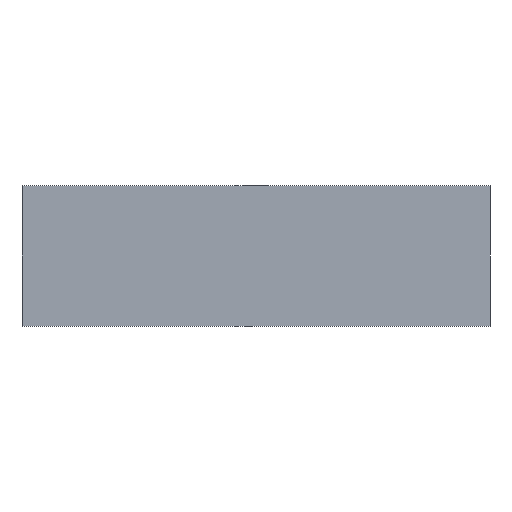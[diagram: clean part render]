
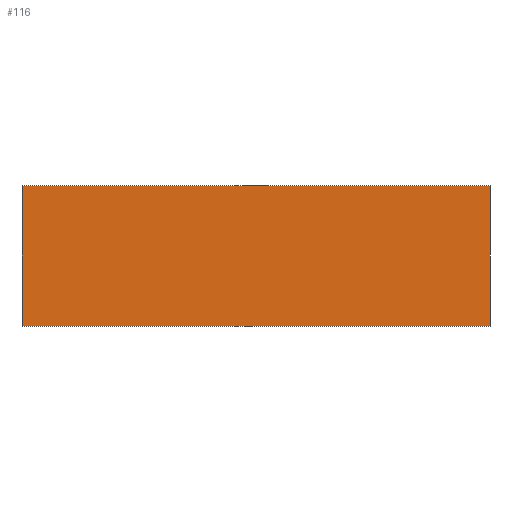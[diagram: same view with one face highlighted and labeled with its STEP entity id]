
A CAD part, front view. The second image highlights one B-rep face of the part: STEP entity #116.
In plain terms, the highlighted planar face has unit normal (0, -1, 0).
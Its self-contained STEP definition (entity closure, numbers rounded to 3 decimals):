
#2 = DIRECTION ( 'NONE',  ( -1., 0., 0. ) ) ;
#11 = CARTESIAN_POINT ( 'NONE',  ( -56., 0., 16.8 ) ) ;
#23 = ORIENTED_EDGE ( 'NONE', *, *, #213, .F. ) ;
#35 = LINE ( 'NONE', #38, #57 ) ;
#37 = VECTOR ( 'NONE', #2, 1000. ) ;
#38 = CARTESIAN_POINT ( 'NONE',  ( -56., 0., 16.8 ) ) ;
#55 = DIRECTION ( 'NONE',  ( 0., -1., 0. ) ) ;
#57 = VECTOR ( 'NONE', #278, 1000. ) ;
#64 = CARTESIAN_POINT ( 'NONE',  ( 56., 0., 16.8 ) ) ;
#85 = EDGE_CURVE ( 'NONE', #207, #335, #154, .T. ) ;
#87 = PLANE ( 'NONE',  #130 ) ;
#115 = LINE ( 'NONE', #11, #326 ) ;
#116 = ADVANCED_FACE ( 'NONE', ( #160 ), #87, .T. ) ;
#129 = CARTESIAN_POINT ( 'NONE',  ( -56., 0., -16.8 ) ) ;
#130 = AXIS2_PLACEMENT_3D ( 'NONE', #245, #55, #297 ) ;
#145 = ORIENTED_EDGE ( 'NONE', *, *, #85, .F. ) ;
#150 = CARTESIAN_POINT ( 'NONE',  ( -56., 0., -16.8 ) ) ;
#154 = LINE ( 'NONE', #129, #37 ) ;
#155 = ORIENTED_EDGE ( 'NONE', *, *, #227, .F. ) ;
#160 = FACE_OUTER_BOUND ( 'NONE', #254, .T. ) ;
#190 = CARTESIAN_POINT ( 'NONE',  ( 56., 0., 16.8 ) ) ;
#194 = DIRECTION ( 'NONE',  ( 1., 0., 0. ) ) ;
#204 = VECTOR ( 'NONE', #300, 1000. ) ;
#207 = VERTEX_POINT ( 'NONE', #299 ) ;
#213 = EDGE_CURVE ( 'NONE', #301, #207, #225, .T. ) ;
#219 = VERTEX_POINT ( 'NONE', #332 ) ;
#225 = LINE ( 'NONE', #64, #204 ) ;
#227 = EDGE_CURVE ( 'NONE', #219, #301, #115, .T. ) ;
#245 = CARTESIAN_POINT ( 'NONE',  ( 0., 0., 0. ) ) ;
#254 = EDGE_LOOP ( 'NONE', ( #23, #155, #330, #145 ) ) ;
#278 = DIRECTION ( 'NONE',  ( 0., 0., 1. ) ) ;
#281 = EDGE_CURVE ( 'NONE', #335, #219, #35, .T. ) ;
#297 = DIRECTION ( 'NONE',  ( 0., 0., -1. ) ) ;
#299 = CARTESIAN_POINT ( 'NONE',  ( 56., 0., -16.8 ) ) ;
#300 = DIRECTION ( 'NONE',  ( 0., 0., -1. ) ) ;
#301 = VERTEX_POINT ( 'NONE', #190 ) ;
#326 = VECTOR ( 'NONE', #194, 1000. ) ;
#330 = ORIENTED_EDGE ( 'NONE', *, *, #281, .F. ) ;
#332 = CARTESIAN_POINT ( 'NONE',  ( -56., 0., 16.8 ) ) ;
#335 = VERTEX_POINT ( 'NONE', #150 ) ;
